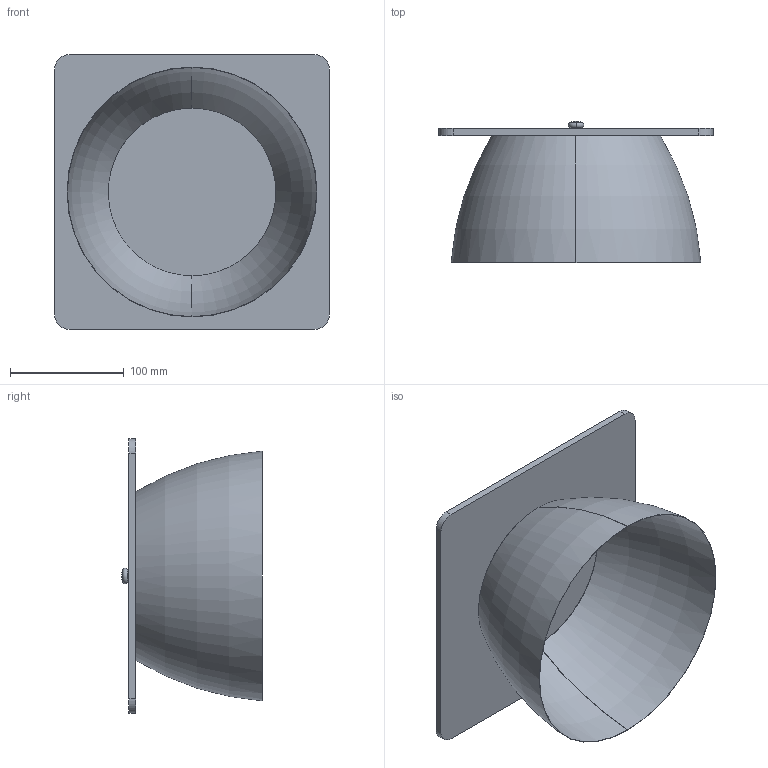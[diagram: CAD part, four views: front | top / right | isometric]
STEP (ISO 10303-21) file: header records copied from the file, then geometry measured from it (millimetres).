
FILE_DESCRIPTION (( 'STEP AP203' ), '1' );
FILE_NAME ('01_motorboard.STEP', '2017-05-15T03:37:44', ( '' ), ( '' ), 'SwSTEP 2.0', 'SolidWorks 2016', '' );
FILE_SCHEMA (( 'CONFIG_CONTROL_DESIGN' ));
Length unit declared in the file: inch
Products named in the file (1): 01_motorboard
Bounding box: 241.3 x 123.86 x 241.3 mm (x, y, z)
Volume: 370714.7 mm3; surface area: 265194.8 mm2
Topology: 2 solids, 2 shells, 28 faces, 58 edges, 36 vertices
Faces by surface type: torus 8, plane 8, sphere 4, cone 4, cylinder 4
Entity records: 1218 total; most frequent: CARTESIAN_POINT 526, DIRECTION 142, ORIENTED_EDGE 116, AXIS2_PLACEMENT_3D 61, EDGE_CURVE 58, VERTEX_POINT 36, CIRCLE 32, EDGE_LOOP 30
